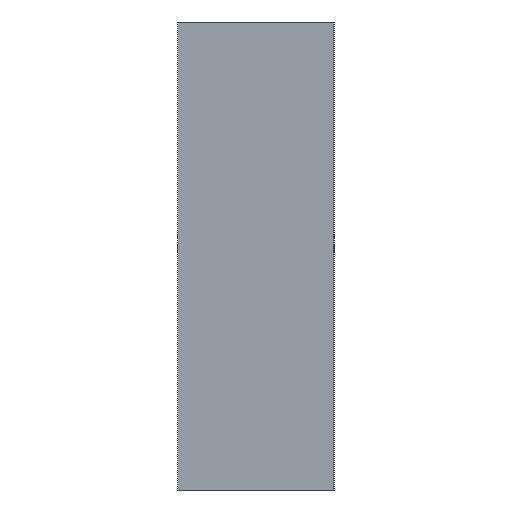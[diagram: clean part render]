
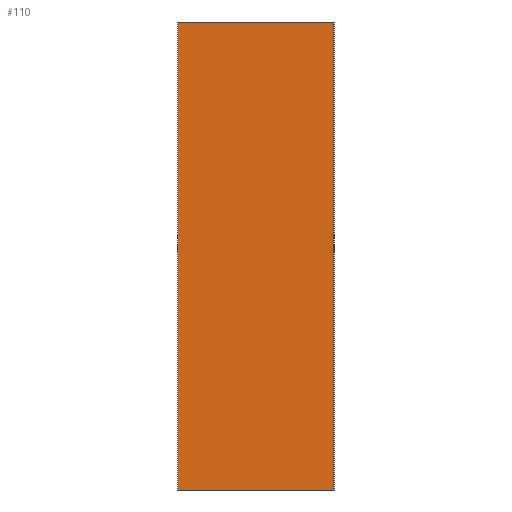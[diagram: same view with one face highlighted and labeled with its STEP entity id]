
A CAD part, left-side view. The second image highlights one B-rep face of the part: STEP entity #110.
In plain terms, the highlighted planar face has unit normal (-1, 0, 0).
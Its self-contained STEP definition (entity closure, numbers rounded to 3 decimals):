
#17=FACE_OUTER_BOUND('',#23,.T.);
#23=EDGE_LOOP('',(#82,#83,#84,#85));
#27=LINE('',#174,#39);
#35=LINE('',#189,#47);
#36=LINE('',#191,#48);
#37=LINE('',#192,#49);
#39=VECTOR('',#147,10.);
#47=VECTOR('',#159,10.);
#48=VECTOR('',#162,10.);
#49=VECTOR('',#163,10.);
#51=VERTEX_POINT('',#171);
#52=VERTEX_POINT('',#173);
#56=VERTEX_POINT('',#185);
#57=VERTEX_POINT('',#187);
#59=EDGE_CURVE('',#51,#52,#27,.T.);
#67=EDGE_CURVE('',#56,#57,#35,.T.);
#68=EDGE_CURVE('',#51,#56,#36,.T.);
#69=EDGE_CURVE('',#52,#57,#37,.T.);
#82=ORIENTED_EDGE('',*,*,#68,.T.);
#83=ORIENTED_EDGE('',*,*,#67,.T.);
#84=ORIENTED_EDGE('',*,*,#69,.F.);
#85=ORIENTED_EDGE('',*,*,#59,.F.);
#97=PLANE('',#139);
#110=ADVANCED_FACE('',(#17),#97,.T.);
#139=AXIS2_PLACEMENT_3D('',#190,#160,#161);
#147=DIRECTION('',(0.,0.,1.));
#159=DIRECTION('',(0.,0.,1.));
#160=DIRECTION('center_axis',(-1.,0.,0.));
#161=DIRECTION('ref_axis',(0.,-1.,0.));
#162=DIRECTION('',(0.,-1.,0.));
#163=DIRECTION('',(0.,-1.,0.));
#171=CARTESIAN_POINT('',(-100.,0.,0.));
#173=CARTESIAN_POINT('',(-100.,0.,30.));
#174=CARTESIAN_POINT('',(-100.,0.,0.));
#185=CARTESIAN_POINT('',(-100.,-10.,0.));
#187=CARTESIAN_POINT('',(-100.,-10.,30.));
#189=CARTESIAN_POINT('',(-100.,-10.,0.));
#190=CARTESIAN_POINT('Origin',(-100.,0.,0.));
#191=CARTESIAN_POINT('',(-100.,0.,0.));
#192=CARTESIAN_POINT('',(-100.,0.,30.));
